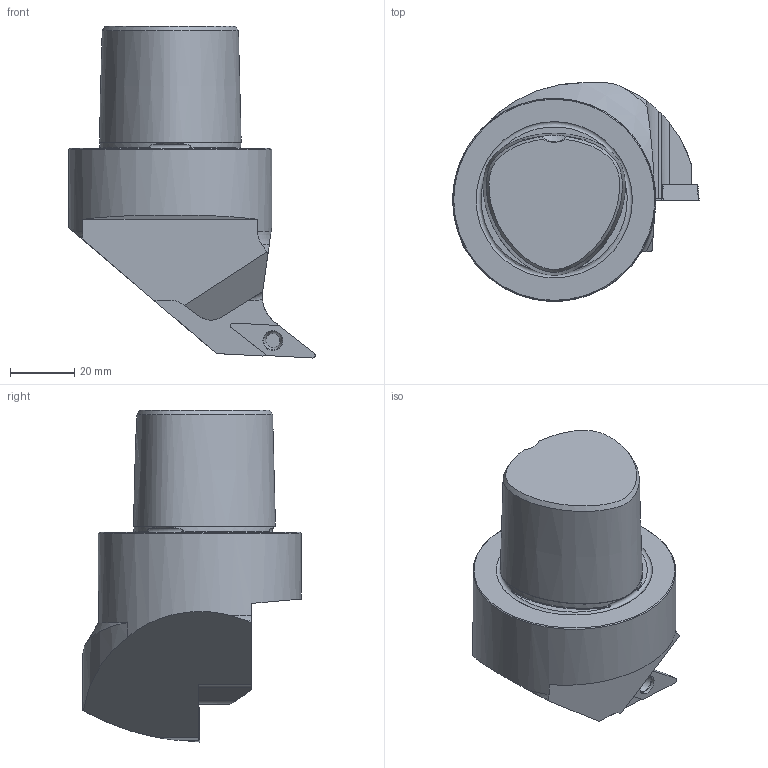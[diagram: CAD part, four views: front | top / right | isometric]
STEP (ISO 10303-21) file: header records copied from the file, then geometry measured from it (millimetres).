
FILE_DESCRIPTION(/* description */ (''),/* implementation_level */ '2;1');
FILE_NAME(/* name */ '1527081261482.stp',/* time_stamp */ '2018-05-23T15:14:28+02:00',/* author */ (''),/* organization */ ('SMS'),/* preprocessor_version */ 'ST-DEVELOPER v15',/* originating_system */ 'SIEMENS PLM Software NX 8.5',/* authorisation */ '');
FILE_SCHEMA (('AUTOMOTIVE_DESIGN { 1 0 10303 214 3 1 1 1 }'));
Length unit declared in the file: millimetre
Products named in the file (4): ASSEMBLY_CONSTRUCTION; 201661048mod000_00; IsoTurningInsert; 201669211mod000_00
Assembly tree (3 placements, depth 2):
  201669211mod000_00
    IsoTurningInsert
    201661048mod000_00
    ASSEMBLY_CONSTRUCTION
Bounding box: 76.5 x 67.91 x 103 mm (x, y, z)
Volume: 194541.8 mm3; surface area: 22245.1 mm2
Topology: 2 solids, 2 shells, 76 faces, 212 edges, 147 vertices
Faces by surface type: plane 30, cone 16, cylinder 14, bspline 10, torus 6
Full cylindrical faces by diameter (mm): 4.4 x1, 63 x1
Entity records: 5697 total; most frequent: CARTESIAN_POINT 3732, ORIENTED_EDGE 392, DIRECTION 349, EDGE_CURVE 196, AXIS2_PLACEMENT_3D 141, VERTEX_POINT 134, EDGE_LOOP 88, ADVANCED_FACE 76
